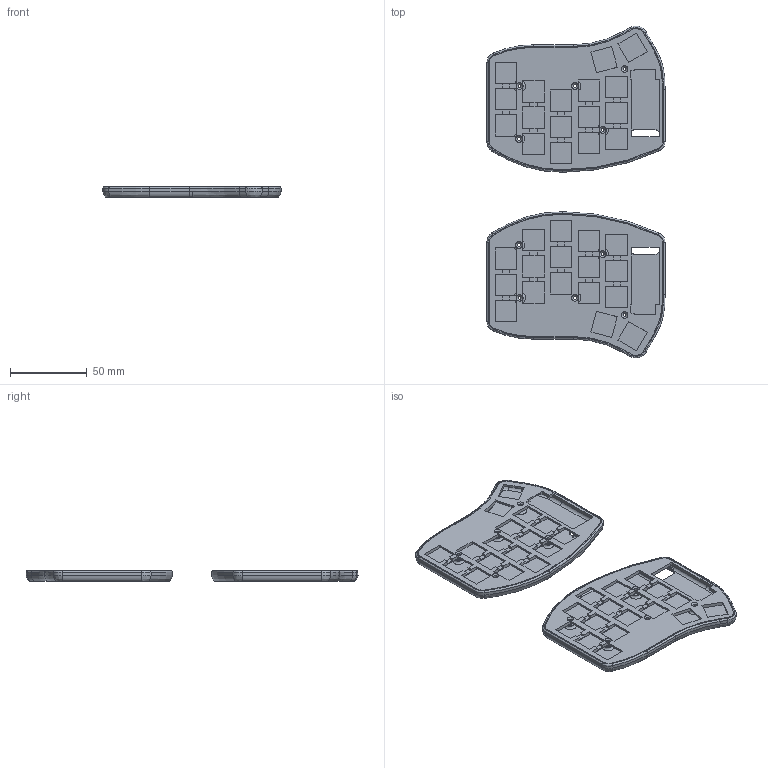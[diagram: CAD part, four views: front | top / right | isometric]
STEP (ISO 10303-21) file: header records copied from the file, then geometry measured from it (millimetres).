
FILE_DESCRIPTION(/* description */ ('','CAx-IF Rec.Pracs.---Representation and Presentation of Product Manufacturing Information (PMI)---4.0---2014-10-13'),/* implementation_level */ '2;1');
FILE_NAME(/* name */ 'case v8.step',/* time_stamp */ '2025-01-06T21:33:11-05:00',/* author */ (''),/* organization */ (''),/* preprocessor_version */ 'ST-DEVELOPER v20',/* originating_system */ 'Autodesk Translation Framework v13.20.0.188',/* authorisation */ '');
FILE_SCHEMA (('AP242_MANAGED_MODEL_BASED_3D_ENGINEERING_MIM_LF { 1 0 10303 442 1 1 4 }'));
Length unit declared in the file: millimetre
Products named in the file (1): Urchin Plate Case
Bounding box: 115.83 x 215.85 x 6.8 mm (x, y, z)
Volume: 42203.6 mm3; surface area: 66663 mm2
Topology: 4 solids, 4 shells, 610 faces, 1750 edges, 1126 vertices
Faces by surface type: plane 378, cylinder 114, bspline 74, torus 26, cone 18
Full cylindrical faces by diameter (mm): 1.9 x10, 2.4 x10, 4.6 x10
Entity records: 22307 total; most frequent: CARTESIAN_POINT 6183, ORIENTED_EDGE 3500, DIRECTION 3134, EDGE_CURVE 1750, LINE 1288, VECTOR 1288, VERTEX_POINT 1126, AXIS2_PLACEMENT_3D 923
